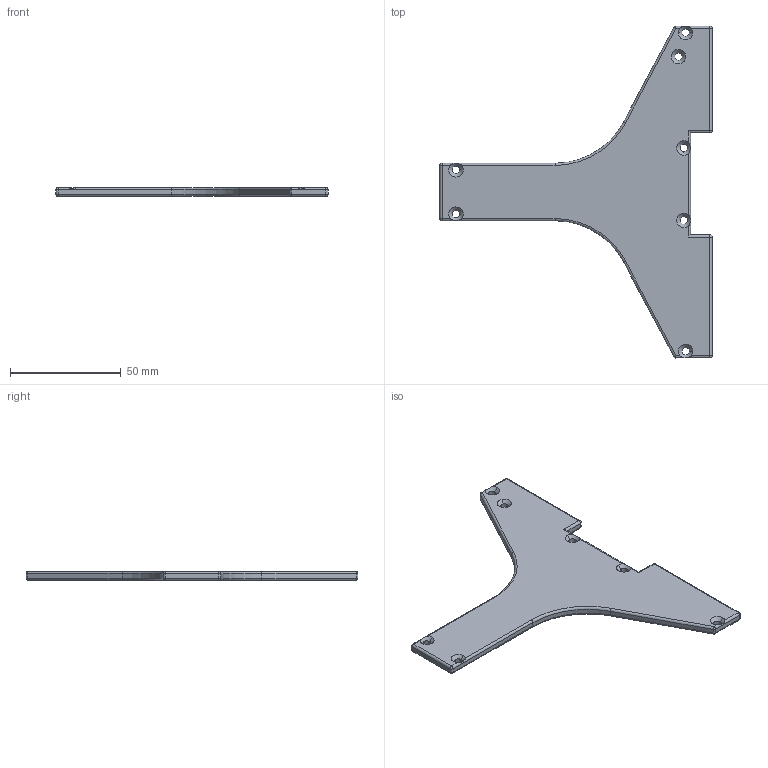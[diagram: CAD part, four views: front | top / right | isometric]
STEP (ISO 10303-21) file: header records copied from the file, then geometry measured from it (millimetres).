
FILE_DESCRIPTION(('STEP AP214'),'1');
FILE_NAME('Top Deck Rear.B.6.stp','2013-08-04T21:05:45',(' '),(' '),'Spatial InterOp 3D',' ',' ');
FILE_SCHEMA(('automotive_design'));
Length unit declared in the file: millimetre
Products named in the file (1): Top Deck Rear
Bounding box: 123.09 x 150 x 4 mm (x, y, z)
Volume: 27608.9 mm3; surface area: 15807.8 mm2
Topology: 1 solids, 1 shells, 96 faces, 252 edges, 136 vertices
Faces by surface type: cylinder 48, sphere 16, cone 14, plane 14, torus 4
Entity records: 3740 total; most frequent: CARTESIAN_POINT 595, DIRECTION 550, ORIENTED_EDGE 472, EDGE_CURVE 236, AXIS2_PLACEMENT_3D 223, VERTEX_POINT 136, CIRCLE 122, EDGE_LOOP 104
